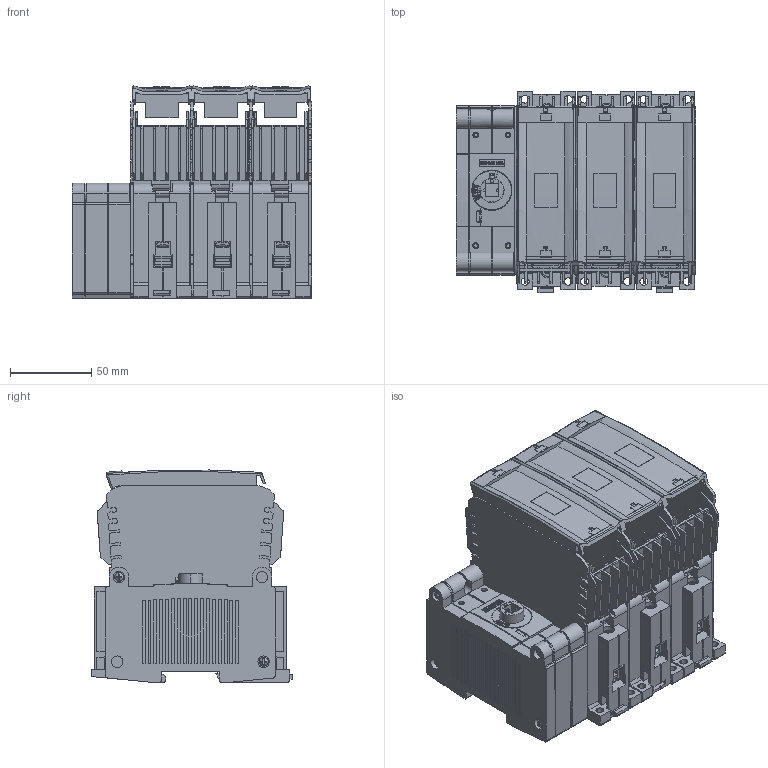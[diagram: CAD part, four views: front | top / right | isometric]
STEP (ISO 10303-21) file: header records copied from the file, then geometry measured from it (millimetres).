
FILE_DESCRIPTION(('STEP AP214'),'1');
FILE_NAME('cctmp_91D18423-58B6-4563-8865-2844771A2865_2023_10_04_12_16_26_0497..stp','2023-10-04T10:16:29',('SIEMENS A&D'),('CADClick - www.CADClick.com'),'Spatial InterOp 3D',' ','unknown authorization');
FILE_SCHEMA(('AUTOMOTIVE_DESIGN'));
Length unit declared in the file: millimetre
Products named in the file (1): 1
Bounding box: 147.55 x 123.9 x 130.36 mm (x, y, z)
Volume: 971571.5 mm3; surface area: 367372.7 mm2
Topology: 13 solids, 21 shells, 4900 faces, 13966 edges, 9209 vertices
Faces by surface type: plane 3441, cylinder 1374, torus 61, revolution 15, cone 5, sphere 4
Entity records: 202989 total; most frequent: CARTESIAN_POINT 32998, ORIENTED_EDGE 27948, DIRECTION 26640, EDGE_CURVE 13974, LINE 10267, VECTOR 10267, VERTEX_POINT 9221, AXIS2_PLACEMENT_3D 8179
